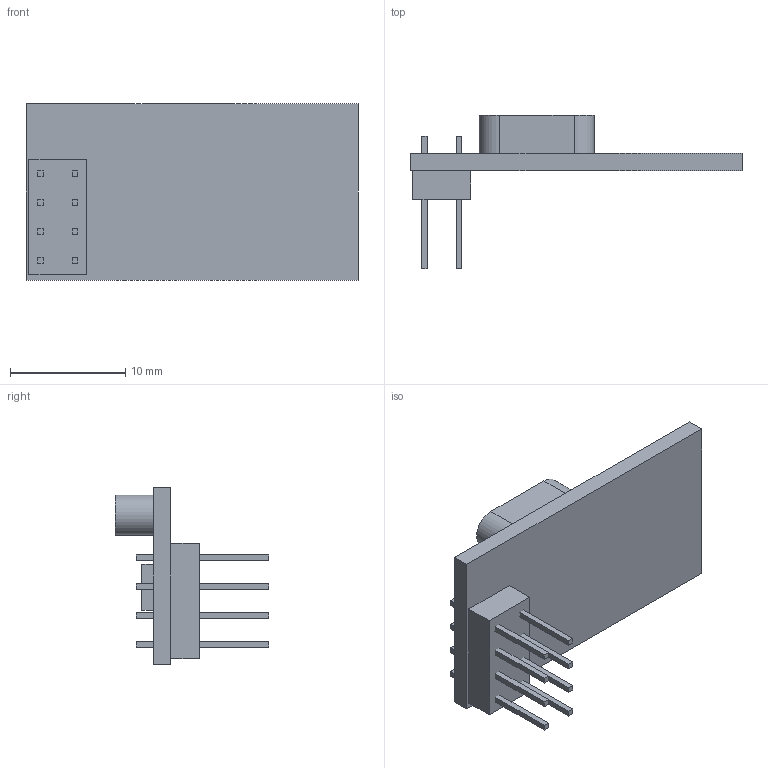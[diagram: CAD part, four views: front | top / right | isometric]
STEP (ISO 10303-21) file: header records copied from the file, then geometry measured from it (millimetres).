
FILE_DESCRIPTION (( 'STEP AP214' ), '1' );
FILE_NAME ('Ìîäóëü ðàäèîñâÿçè NRF24L01+.STEP', '2015-11-08T11:38:54', ( '' ), ( '' ), 'SwSTEP 2.0', 'SolidWorks 2015', '' );
FILE_SCHEMA (( 'AUTOMOTIVE_DESIGN' ));
Length unit declared in the file: millimetre
Products named in the file (1): Ìîäóëü ðàäèîñâÿçè NRF24L01+
Bounding box: 28.8 x 13.3 x 15.35 mm (x, y, z)
Volume: 931.6 mm3; surface area: 1582.8 mm2
Topology: 12 solids, 12 shells, 142 faces, 330 edges, 220 vertices
Faces by surface type: plane 140, cylinder 2
Entity records: 4817 total; most frequent: CARTESIAN_POINT 693, ORIENTED_EDGE 660, DIRECTION 620, EDGE_CURVE 330, VECTOR 326, LINE 326, VERTEX_POINT 220, EDGE_LOOP 150
